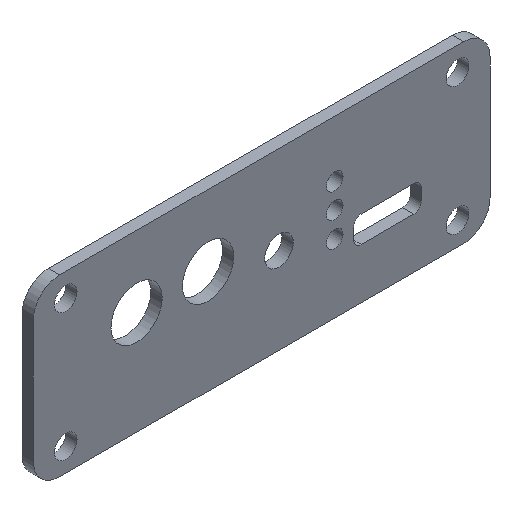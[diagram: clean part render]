
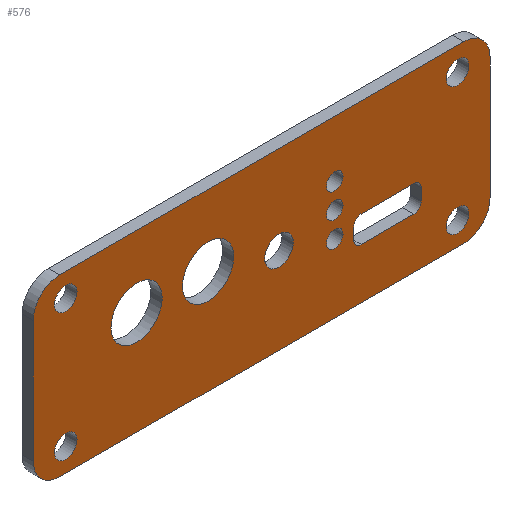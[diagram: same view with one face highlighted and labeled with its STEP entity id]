
A CAD part, isometric view. The second image highlights one B-rep face of the part: STEP entity #576.
In plain terms, the highlighted planar face has unit normal (0, -1, 0).
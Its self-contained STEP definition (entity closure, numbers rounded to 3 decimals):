
#26=FACE_BOUND('',#114,.T.);
#27=FACE_BOUND('',#115,.T.);
#28=FACE_BOUND('',#116,.T.);
#29=FACE_BOUND('',#117,.T.);
#30=FACE_BOUND('',#118,.T.);
#31=FACE_BOUND('',#119,.T.);
#32=FACE_BOUND('',#120,.T.);
#33=FACE_BOUND('',#121,.T.);
#34=FACE_BOUND('',#122,.T.);
#35=FACE_BOUND('',#123,.T.);
#36=FACE_BOUND('',#124,.T.);
#46=PLANE('',#654);
#74=FACE_OUTER_BOUND('',#113,.T.);
#113=EDGE_LOOP('',(#505,#506,#507,#508,#509,#510,#511,#512));
#114=EDGE_LOOP('',(#513,#514,#515,#516,#517,#518,#519,#520));
#115=EDGE_LOOP('',(#521));
#116=EDGE_LOOP('',(#522));
#117=EDGE_LOOP('',(#523));
#118=EDGE_LOOP('',(#524));
#119=EDGE_LOOP('',(#525));
#120=EDGE_LOOP('',(#526));
#121=EDGE_LOOP('',(#527));
#122=EDGE_LOOP('',(#528));
#123=EDGE_LOOP('',(#529));
#124=EDGE_LOOP('',(#530));
#127=LINE('',#839,#169);
#131=LINE('',#851,#173);
#135=LINE('',#863,#177);
#140=LINE('',#875,#182);
#155=LINE('',#950,#197);
#161=LINE('',#970,#203);
#164=LINE('',#978,#206);
#166=LINE('',#984,#208);
#169=VECTOR('',#667,10.);
#173=VECTOR('',#679,10.);
#177=VECTOR('',#691,10.);
#182=VECTOR('',#704,10.);
#197=VECTOR('',#787,53.6);
#203=VECTOR('',#807,16.2);
#206=VECTOR('',#816,53.6);
#208=VECTOR('',#824,16.2);
#209=CIRCLE('',#592,1.);
#211=CIRCLE('',#596,1.);
#213=CIRCLE('',#600,1.);
#215=CIRCLE('',#604,1.);
#217=CIRCLE('',#608,3.4);
#219=CIRCLE('',#611,1.1);
#221=CIRCLE('',#614,1.1);
#223=CIRCLE('',#617,1.9);
#225=CIRCLE('',#620,1.1);
#227=CIRCLE('',#623,3.4);
#230=CIRCLE('',#627,1.5);
#232=CIRCLE('',#630,1.5);
#234=CIRCLE('',#633,1.5);
#236=CIRCLE('',#636,1.5);
#237=CIRCLE('',#638,3.5);
#242=CIRCLE('',#646,3.5);
#243=CIRCLE('',#649,3.5);
#244=CIRCLE('',#652,3.5);
#245=VERTEX_POINT('',#829);
#246=VERTEX_POINT('',#830);
#249=VERTEX_POINT('',#838);
#251=VERTEX_POINT('',#844);
#253=VERTEX_POINT('',#850);
#255=VERTEX_POINT('',#856);
#257=VERTEX_POINT('',#862);
#259=VERTEX_POINT('',#868);
#261=VERTEX_POINT('',#877);
#263=VERTEX_POINT('',#883);
#265=VERTEX_POINT('',#889);
#267=VERTEX_POINT('',#895);
#269=VERTEX_POINT('',#901);
#271=VERTEX_POINT('',#907);
#274=VERTEX_POINT('',#915);
#276=VERTEX_POINT('',#921);
#278=VERTEX_POINT('',#927);
#280=VERTEX_POINT('',#933);
#281=VERTEX_POINT('',#937);
#282=VERTEX_POINT('',#938);
#286=VERTEX_POINT('',#948);
#292=VERTEX_POINT('',#964);
#293=VERTEX_POINT('',#968);
#294=VERTEX_POINT('',#972);
#295=VERTEX_POINT('',#976);
#296=VERTEX_POINT('',#980);
#297=EDGE_CURVE('',#245,#246,#209,.T.);
#301=EDGE_CURVE('',#249,#246,#127,.T.);
#304=EDGE_CURVE('',#249,#251,#211,.T.);
#307=EDGE_CURVE('',#253,#251,#131,.T.);
#310=EDGE_CURVE('',#253,#255,#213,.T.);
#313=EDGE_CURVE('',#257,#255,#135,.T.);
#316=EDGE_CURVE('',#257,#259,#215,.T.);
#320=EDGE_CURVE('',#245,#259,#140,.T.);
#321=EDGE_CURVE('',#261,#261,#217,.T.);
#324=EDGE_CURVE('',#263,#263,#219,.T.);
#327=EDGE_CURVE('',#265,#265,#221,.T.);
#330=EDGE_CURVE('',#267,#267,#223,.T.);
#333=EDGE_CURVE('',#269,#269,#225,.T.);
#336=EDGE_CURVE('',#271,#271,#227,.T.);
#341=EDGE_CURVE('',#274,#274,#230,.T.);
#344=EDGE_CURVE('',#276,#276,#232,.T.);
#347=EDGE_CURVE('',#278,#278,#234,.T.);
#350=EDGE_CURVE('',#280,#280,#236,.T.);
#351=EDGE_CURVE('',#281,#282,#237,.T.);
#357=EDGE_CURVE('',#281,#286,#155,.T.);
#364=EDGE_CURVE('',#292,#286,#242,.T.);
#367=EDGE_CURVE('',#292,#293,#161,.T.);
#368=EDGE_CURVE('',#294,#293,#243,.T.);
#371=EDGE_CURVE('',#294,#295,#164,.T.);
#372=EDGE_CURVE('',#296,#295,#244,.T.);
#374=EDGE_CURVE('',#296,#282,#166,.T.);
#505=ORIENTED_EDGE('',*,*,#351,.F.);
#506=ORIENTED_EDGE('',*,*,#357,.T.);
#507=ORIENTED_EDGE('',*,*,#364,.F.);
#508=ORIENTED_EDGE('',*,*,#367,.T.);
#509=ORIENTED_EDGE('',*,*,#368,.F.);
#510=ORIENTED_EDGE('',*,*,#371,.T.);
#511=ORIENTED_EDGE('',*,*,#372,.F.);
#512=ORIENTED_EDGE('',*,*,#374,.T.);
#513=ORIENTED_EDGE('',*,*,#320,.T.);
#514=ORIENTED_EDGE('',*,*,#316,.F.);
#515=ORIENTED_EDGE('',*,*,#313,.T.);
#516=ORIENTED_EDGE('',*,*,#310,.F.);
#517=ORIENTED_EDGE('',*,*,#307,.T.);
#518=ORIENTED_EDGE('',*,*,#304,.F.);
#519=ORIENTED_EDGE('',*,*,#301,.T.);
#520=ORIENTED_EDGE('',*,*,#297,.F.);
#521=ORIENTED_EDGE('',*,*,#321,.T.);
#522=ORIENTED_EDGE('',*,*,#324,.T.);
#523=ORIENTED_EDGE('',*,*,#327,.T.);
#524=ORIENTED_EDGE('',*,*,#330,.T.);
#525=ORIENTED_EDGE('',*,*,#333,.T.);
#526=ORIENTED_EDGE('',*,*,#336,.T.);
#527=ORIENTED_EDGE('',*,*,#341,.T.);
#528=ORIENTED_EDGE('',*,*,#344,.T.);
#529=ORIENTED_EDGE('',*,*,#347,.T.);
#530=ORIENTED_EDGE('',*,*,#350,.T.);
#576=ADVANCED_FACE('',(#74,#26,#27,#28,#29,#30,#31,#32,#33,#34,#35,#36),
#46,.T.);
#592=AXIS2_PLACEMENT_3D('',#831,#659,#660);
#596=AXIS2_PLACEMENT_3D('',#845,#672,#673);
#600=AXIS2_PLACEMENT_3D('',#857,#684,#685);
#604=AXIS2_PLACEMENT_3D('',#869,#696,#697);
#608=AXIS2_PLACEMENT_3D('',#878,#707,#708);
#611=AXIS2_PLACEMENT_3D('',#884,#714,#715);
#614=AXIS2_PLACEMENT_3D('',#890,#721,#722);
#617=AXIS2_PLACEMENT_3D('',#896,#728,#729);
#620=AXIS2_PLACEMENT_3D('',#902,#735,#736);
#623=AXIS2_PLACEMENT_3D('',#908,#742,#743);
#627=AXIS2_PLACEMENT_3D('',#917,#752,#753);
#630=AXIS2_PLACEMENT_3D('',#923,#759,#760);
#633=AXIS2_PLACEMENT_3D('',#929,#766,#767);
#636=AXIS2_PLACEMENT_3D('',#935,#773,#774);
#638=AXIS2_PLACEMENT_3D('',#939,#777,#778);
#646=AXIS2_PLACEMENT_3D('',#965,#801,#802);
#649=AXIS2_PLACEMENT_3D('',#973,#810,#811);
#652=AXIS2_PLACEMENT_3D('',#981,#819,#820);
#654=AXIS2_PLACEMENT_3D('',#985,#825,#826);
#659=DIRECTION('center_axis',(0.,-1.,0.));
#660=DIRECTION('ref_axis',(0.707,0.,0.707));
#667=DIRECTION('',(1.,0.,0.));
#672=DIRECTION('center_axis',(0.,-1.,0.));
#673=DIRECTION('ref_axis',(-0.707,0.,0.707));
#679=DIRECTION('',(0.,0.,1.));
#684=DIRECTION('center_axis',(0.,-1.,0.));
#685=DIRECTION('ref_axis',(-0.707,0.,-0.707));
#691=DIRECTION('',(-1.,0.,0.));
#696=DIRECTION('center_axis',(0.,-1.,0.));
#697=DIRECTION('ref_axis',(0.707,0.,-0.707));
#704=DIRECTION('',(0.,0.,-1.));
#707=DIRECTION('center_axis',(0.,1.,0.));
#708=DIRECTION('ref_axis',(1.,0.,0.));
#714=DIRECTION('center_axis',(0.,1.,0.));
#715=DIRECTION('ref_axis',(1.,0.,0.));
#721=DIRECTION('center_axis',(0.,1.,0.));
#722=DIRECTION('ref_axis',(1.,0.,0.));
#728=DIRECTION('center_axis',(0.,1.,0.));
#729=DIRECTION('ref_axis',(1.,0.,0.));
#735=DIRECTION('center_axis',(0.,1.,0.));
#736=DIRECTION('ref_axis',(1.,0.,0.));
#742=DIRECTION('center_axis',(0.,1.,0.));
#743=DIRECTION('ref_axis',(1.,0.,0.));
#752=DIRECTION('center_axis',(0.,1.,0.));
#753=DIRECTION('ref_axis',(-1.,0.,0.));
#759=DIRECTION('center_axis',(0.,1.,0.));
#760=DIRECTION('ref_axis',(-1.,0.,0.));
#766=DIRECTION('center_axis',(0.,1.,0.));
#767=DIRECTION('ref_axis',(-1.,0.,0.));
#773=DIRECTION('center_axis',(0.,1.,0.));
#774=DIRECTION('ref_axis',(-1.,0.,0.));
#777=DIRECTION('center_axis',(0.,1.,0.));
#778=DIRECTION('ref_axis',(0.707,0.,0.707));
#787=DIRECTION('',(-1.,0.,0.));
#801=DIRECTION('center_axis',(0.,1.,0.));
#802=DIRECTION('ref_axis',(-0.707,0.,0.707));
#807=DIRECTION('',(0.,0.,-1.));
#810=DIRECTION('center_axis',(0.,1.,0.));
#811=DIRECTION('ref_axis',(-0.707,0.,-0.707));
#816=DIRECTION('',(1.,0.,0.));
#819=DIRECTION('center_axis',(0.,1.,0.));
#820=DIRECTION('ref_axis',(0.707,0.,-0.707));
#824=DIRECTION('',(0.,0.,1.));
#825=DIRECTION('center_axis',(0.,-1.,0.));
#826=DIRECTION('ref_axis',(0.,0.,-1.));
#829=CARTESIAN_POINT('',(21.2,-1.5,-2.4));
#830=CARTESIAN_POINT('',(20.2,-1.5,-1.4));
#831=CARTESIAN_POINT('Origin',(20.2,-1.5,-2.4));
#838=CARTESIAN_POINT('',(13.2,-1.5,-1.4));
#839=CARTESIAN_POINT('',(6.1,-1.5,-1.4));
#844=CARTESIAN_POINT('',(12.2,-1.5,-2.4));
#845=CARTESIAN_POINT('Origin',(13.2,-1.5,-2.4));
#850=CARTESIAN_POINT('',(12.2,-1.5,-3.9));
#851=CARTESIAN_POINT('',(12.2,-1.5,-2.45));
#856=CARTESIAN_POINT('',(13.2,-1.5,-4.9));
#857=CARTESIAN_POINT('Origin',(13.2,-1.5,-3.9));
#862=CARTESIAN_POINT('',(20.2,-1.5,-4.9));
#863=CARTESIAN_POINT('',(10.6,-1.5,-4.9));
#868=CARTESIAN_POINT('',(21.2,-1.5,-3.9));
#869=CARTESIAN_POINT('Origin',(20.2,-1.5,-3.9));
#875=CARTESIAN_POINT('',(21.2,-1.5,-0.7));
#877=CARTESIAN_POINT('',(-20.,-1.5,2.15));
#878=CARTESIAN_POINT('Origin',(-16.6,-1.5,2.15));
#883=CARTESIAN_POINT('',(8.6,-1.5,-2.5));
#884=CARTESIAN_POINT('Origin',(9.7,-1.5,-2.5));
#889=CARTESIAN_POINT('',(8.6,-1.5,4.1));
#890=CARTESIAN_POINT('Origin',(9.7,-1.5,4.1));
#895=CARTESIAN_POINT('',(0.4,-1.5,-0.15));
#896=CARTESIAN_POINT('Origin',(2.3,-1.5,-0.15));
#901=CARTESIAN_POINT('',(8.6,-1.5,0.8));
#902=CARTESIAN_POINT('Origin',(9.7,-1.5,0.8));
#907=CARTESIAN_POINT('',(-10.5,-1.5,2.15));
#908=CARTESIAN_POINT('Origin',(-7.1,-1.5,2.15));
#915=CARTESIAN_POINT('',(27.5,-1.5,8.5));
#917=CARTESIAN_POINT('Origin',(26.,-1.5,8.5));
#921=CARTESIAN_POINT('',(-24.5,-1.5,-8.5));
#923=CARTESIAN_POINT('Origin',(-26.,-1.5,-8.5));
#927=CARTESIAN_POINT('',(27.5,-1.5,-8.5));
#929=CARTESIAN_POINT('Origin',(26.,-1.5,-8.5));
#933=CARTESIAN_POINT('',(-24.5,-1.5,8.5));
#935=CARTESIAN_POINT('Origin',(-26.,-1.5,8.5));
#937=CARTESIAN_POINT('',(26.8,-1.5,11.6));
#938=CARTESIAN_POINT('',(30.3,-1.5,8.1));
#939=CARTESIAN_POINT('Origin',(26.8,-1.5,8.1));
#948=CARTESIAN_POINT('',(-26.8,-1.5,11.6));
#950=CARTESIAN_POINT('',(-30.3,-1.5,11.6));
#964=CARTESIAN_POINT('',(-30.3,-1.5,8.1));
#965=CARTESIAN_POINT('Origin',(-26.8,-1.5,8.1));
#968=CARTESIAN_POINT('',(-30.3,-1.5,-8.1));
#970=CARTESIAN_POINT('',(-30.3,-1.5,-11.6));
#972=CARTESIAN_POINT('',(-26.8,-1.5,-11.6));
#973=CARTESIAN_POINT('Origin',(-26.8,-1.5,-8.1));
#976=CARTESIAN_POINT('',(26.8,-1.5,-11.6));
#978=CARTESIAN_POINT('',(30.3,-1.5,-11.6));
#980=CARTESIAN_POINT('',(30.3,-1.5,-8.1));
#981=CARTESIAN_POINT('Origin',(26.8,-1.5,-8.1));
#984=CARTESIAN_POINT('',(30.3,-1.5,11.6));
#985=CARTESIAN_POINT('Origin',(0.,-1.5,0.));
